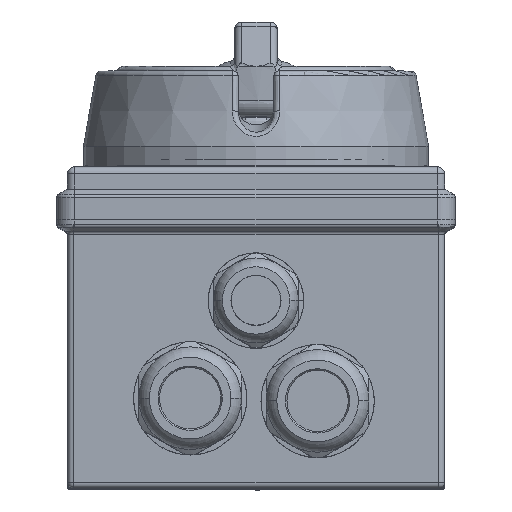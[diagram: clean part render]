
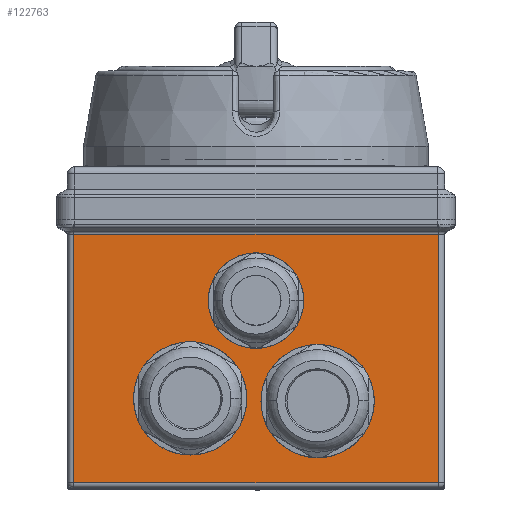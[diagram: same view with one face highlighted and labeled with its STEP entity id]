
A CAD part, top view. The second image highlights one B-rep face of the part: STEP entity #122763.
In plain terms, the highlighted face is planar.
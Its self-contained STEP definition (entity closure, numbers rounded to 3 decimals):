
#58 = FACE_BOUND ( 'NONE', #28119, .T. ) ;
#2742 = EDGE_LOOP ( 'NONE', ( #104070, #149965 ) ) ;
#2790 = ORIENTED_EDGE ( 'NONE', *, *, #41235, .F. ) ;
#3370 = EDGE_LOOP ( 'NONE', ( #158084, #65858, #139896, #105462 ) ) ;
#4326 = VERTEX_POINT ( 'NONE', #117767 ) ;
#15730 = CARTESIAN_POINT ( 'NONE',  ( -82.3, -4.056, -51.5 ) ) ;
#16620 = CARTESIAN_POINT ( 'NONE',  ( -82.3, -22.8, -0.001 ) ) ;
#17112 = DIRECTION ( 'NONE',  ( -1., 0., 0. ) ) ;
#17983 = CARTESIAN_POINT ( 'NONE',  ( -82.3, -50.799, -5.253 ) ) ;
#19496 = CARTESIAN_POINT ( 'NONE',  ( -82.3, -74.3, -53.3 ) ) ;
#21850 = CARTESIAN_POINT ( 'NONE',  ( -82.3, -50.801, 5.247 ) ) ;
#25467 = EDGE_CURVE ( 'NONE', #181868, #102981, #143830, .T. ) ;
#25965 = DIRECTION ( 'NONE',  ( -1., 0., 0. ) ) ;
#27122 = VECTOR ( 'NONE', #138173, 1000. ) ;
#27321 = DIRECTION ( 'NONE',  ( -1., 0., 0. ) ) ;
#28119 = EDGE_LOOP ( 'NONE', ( #2790, #140361 ) ) ;
#28855 = CARTESIAN_POINT ( 'NONE',  ( -82.3, -50.799, -18.003 ) ) ;
#32253 = DIRECTION ( 'NONE',  ( 0., 0., 1. ) ) ;
#35063 = CIRCLE ( 'NONE', #66082, 12.75 ) ;
#36044 = AXIS2_PLACEMENT_3D ( 'NONE', #28855, #137836, #44552 ) ;
#39820 = EDGE_CURVE ( 'NONE', #102981, #181868, #91565, .T. ) ;
#41235 = EDGE_CURVE ( 'NONE', #100916, #73032, #35063, .T. ) ;
#41491 = FACE_BOUND ( 'NONE', #84996, .T. ) ;
#44552 = DIRECTION ( 'NONE',  ( 0., 0., 1. ) ) ;
#44746 = EDGE_CURVE ( 'NONE', #179617, #62713, #58794, .T. ) ;
#44881 = CARTESIAN_POINT ( 'NONE',  ( -82.3, -75.8, 51.5 ) ) ;
#51023 = ORIENTED_EDGE ( 'NONE', *, *, #163831, .F. ) ;
#51062 = AXIS2_PLACEMENT_3D ( 'NONE', #119241, #25965, #134903 ) ;
#53347 = EDGE_CURVE ( 'NONE', #141951, #4326, #149089, .T. ) ;
#56545 = CARTESIAN_POINT ( 'NONE',  ( -82.3, -75.8, -51.5 ) ) ;
#58794 = LINE ( 'NONE', #44881, #27122 ) ;
#62713 = VERTEX_POINT ( 'NONE', #138745 ) ;
#65858 = ORIENTED_EDGE ( 'NONE', *, *, #146966, .T. ) ;
#66082 = AXIS2_PLACEMENT_3D ( 'NONE', #120632, #27321, #136301 ) ;
#71495 = DIRECTION ( 'NONE',  ( -1., 0., 0. ) ) ;
#73032 = VERTEX_POINT ( 'NONE', #21850 ) ;
#77837 = VERTEX_POINT ( 'NONE', #15730 ) ;
#78010 = FACE_OUTER_BOUND ( 'NONE', #3370, .T. ) ;
#81640 = AXIS2_PLACEMENT_3D ( 'NONE', #164860, #71495, #180541 ) ;
#84996 = EDGE_LOOP ( 'NONE', ( #51023, #173103 ) ) ;
#86166 = CARTESIAN_POINT ( 'NONE',  ( -82.3, -22.8, -10.251 ) ) ;
#87484 = DIRECTION ( 'NONE',  ( -1., 0., 0. ) ) ;
#87898 = DIRECTION ( 'NONE',  ( 0., -1., 0. ) ) ;
#89575 = CIRCLE ( 'NONE', #51062, 12.75 ) ;
#91565 = CIRCLE ( 'NONE', #81640, 12.75 ) ;
#91839 = LINE ( 'NONE', #19496, #174758 ) ;
#94729 = PLANE ( 'NONE',  #155183 ) ;
#100916 = VERTEX_POINT ( 'NONE', #128396 ) ;
#102981 = VERTEX_POINT ( 'NONE', #17983 ) ;
#103046 = VERTEX_POINT ( 'NONE', #145295 ) ;
#104070 = ORIENTED_EDGE ( 'NONE', *, *, #39820, .F. ) ;
#105462 = ORIENTED_EDGE ( 'NONE', *, *, #138143, .T. ) ;
#109002 = DIRECTION ( 'NONE',  ( 0., 0., -1. ) ) ;
#109106 = EDGE_CURVE ( 'NONE', #77837, #103046, #121598, .T. ) ;
#112856 = CARTESIAN_POINT ( 'NONE',  ( -82.3, -50.799, -30.753 ) ) ;
#117767 = CARTESIAN_POINT ( 'NONE',  ( -82.3, -22.8, 10.249 ) ) ;
#119241 = CARTESIAN_POINT ( 'NONE',  ( -82.3, -50.801, 17.997 ) ) ;
#119412 = FACE_BOUND ( 'NONE', #2742, .T. ) ;
#120632 = CARTESIAN_POINT ( 'NONE',  ( -82.3, -50.801, 17.997 ) ) ;
#121598 = LINE ( 'NONE', #56545, #126451 ) ;
#122763 = ADVANCED_FACE ( 'NONE', ( #41491, #58, #119412, #78010 ), #94729, .T. ) ;
#125548 = DIRECTION ( 'NONE',  ( -1., 0., 0. ) ) ;
#126027 = DIRECTION ( 'NONE',  ( 0., 0., 1. ) ) ;
#126451 = VECTOR ( 'NONE', #87898, 1000. ) ;
#128396 = CARTESIAN_POINT ( 'NONE',  ( -82.3, -50.801, 30.747 ) ) ;
#128433 = DIRECTION ( 'NONE',  ( 0., 0., 1. ) ) ;
#129158 = CARTESIAN_POINT ( 'NONE',  ( -82.3, -74.3, 51.5 ) ) ;
#134903 = DIRECTION ( 'NONE',  ( 0., 0., 1. ) ) ;
#136301 = DIRECTION ( 'NONE',  ( 0., 0., 1. ) ) ;
#137836 = DIRECTION ( 'NONE',  ( -1., 0., 0. ) ) ;
#138143 = EDGE_CURVE ( 'NONE', #62713, #77837, #147600, .T. ) ;
#138173 = DIRECTION ( 'NONE',  ( 0., 1., 0. ) ) ;
#138745 = CARTESIAN_POINT ( 'NONE',  ( -82.3, -4.056, 51.5 ) ) ;
#139021 = AXIS2_PLACEMENT_3D ( 'NONE', #180867, #87484, #196604 ) ;
#139896 = ORIENTED_EDGE ( 'NONE', *, *, #44746, .T. ) ;
#140361 = ORIENTED_EDGE ( 'NONE', *, *, #191166, .F. ) ;
#141951 = VERTEX_POINT ( 'NONE', #86166 ) ;
#142735 = VECTOR ( 'NONE', #109002, 1000. ) ;
#143830 = CIRCLE ( 'NONE', #36044, 12.75 ) ;
#145295 = CARTESIAN_POINT ( 'NONE',  ( -82.3, -74.3, -51.5 ) ) ;
#145637 = CIRCLE ( 'NONE', #139021, 10.25 ) ;
#146966 = EDGE_CURVE ( 'NONE', #103046, #179617, #91839, .T. ) ;
#147600 = LINE ( 'NONE', #186702, #142735 ) ;
#149089 = CIRCLE ( 'NONE', #179891, 10.25 ) ;
#149965 = ORIENTED_EDGE ( 'NONE', *, *, #25467, .F. ) ;
#155183 = AXIS2_PLACEMENT_3D ( 'NONE', #171762, #17112, #126027 ) ;
#158084 = ORIENTED_EDGE ( 'NONE', *, *, #109106, .T. ) ;
#163831 = EDGE_CURVE ( 'NONE', #4326, #141951, #145637, .T. ) ;
#164860 = CARTESIAN_POINT ( 'NONE',  ( -82.3, -50.799, -18.003 ) ) ;
#171762 = CARTESIAN_POINT ( 'NONE',  ( -82.3, -75.8, -53.3 ) ) ;
#173103 = ORIENTED_EDGE ( 'NONE', *, *, #53347, .F. ) ;
#174758 = VECTOR ( 'NONE', #128433, 1000. ) ;
#179617 = VERTEX_POINT ( 'NONE', #129158 ) ;
#179891 = AXIS2_PLACEMENT_3D ( 'NONE', #16620, #125548, #32253 ) ;
#180541 = DIRECTION ( 'NONE',  ( 0., 0., 1. ) ) ;
#180867 = CARTESIAN_POINT ( 'NONE',  ( -82.3, -22.8, -0.001 ) ) ;
#181868 = VERTEX_POINT ( 'NONE', #112856 ) ;
#186702 = CARTESIAN_POINT ( 'NONE',  ( -82.3, -4.056, -53.3 ) ) ;
#191166 = EDGE_CURVE ( 'NONE', #73032, #100916, #89575, .T. ) ;
#196604 = DIRECTION ( 'NONE',  ( 0., 0., 1. ) ) ;
